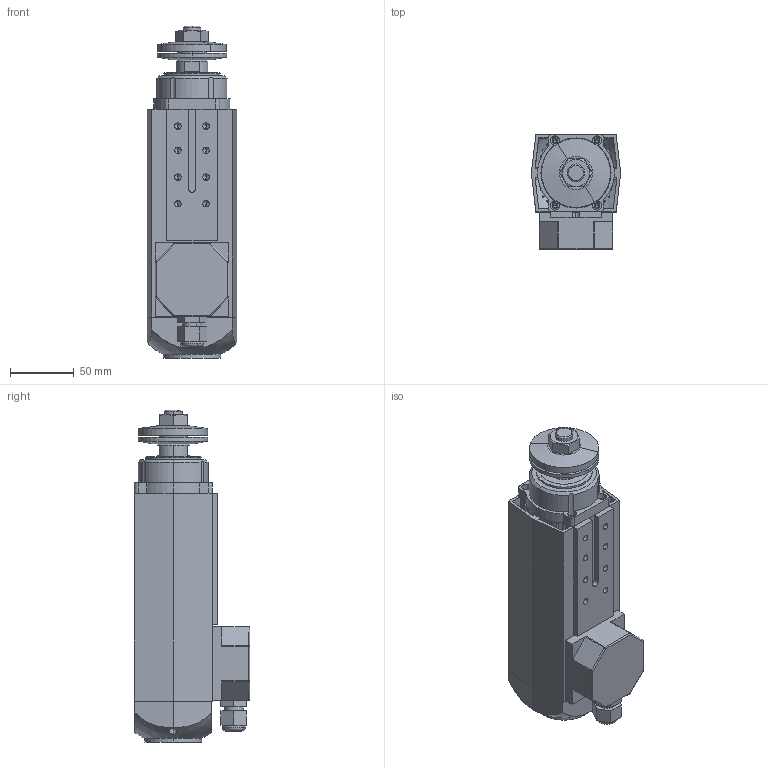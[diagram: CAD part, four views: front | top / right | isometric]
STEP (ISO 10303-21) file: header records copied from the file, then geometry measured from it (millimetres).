
FILE_DESCRIPTION (( 'STEP AP214' ), '1' );
FILE_NAME ('GDF35-12Z-1.1B.STEP', '2021-05-11T06:19:57', ( '萇齟' ), ( '' ), 'SwSTEP 2.0', 'SolidWorks 2018', '' );
FILE_SCHEMA (( 'AUTOMOTIVE_DESIGN' ));
Length unit declared in the file: millimetre
Products named in the file (11): 揤啣; 垫圈; 瑞欶; 傷裔; 蹟譫; 萇擢嘐隅芛; 諉盄碟; 儂褲; GDF35-12Z-1.1B; 粣; 躇猾裔
Assembly tree (10 placements, depth 2):
  GDF35-12Z-1.1B
    儂褲
    傷裔
    瑞欶
    諉盄碟
    粣
    躇猾裔
    揤啣
    垫圈
    蹟譫
    萇擢嘐隅芛
Bounding box: 70 x 90.5 x 260.5 mm (x, y, z)
Volume: 454602.7 mm3; surface area: 192733.3 mm2
Topology: 10 solids, 10 shells, 488 faces, 1309 edges, 827 vertices
Faces by surface type: plane 237, cylinder 177, cone 58, sphere 12, torus 4
Entity records: 16262 total; most frequent: CARTESIAN_POINT 2948, DIRECTION 2714, ORIENTED_EDGE 2546, EDGE_CURVE 1273, AXIS2_PLACEMENT_3D 959, VERTEX_POINT 827, LINE 796, VECTOR 796
